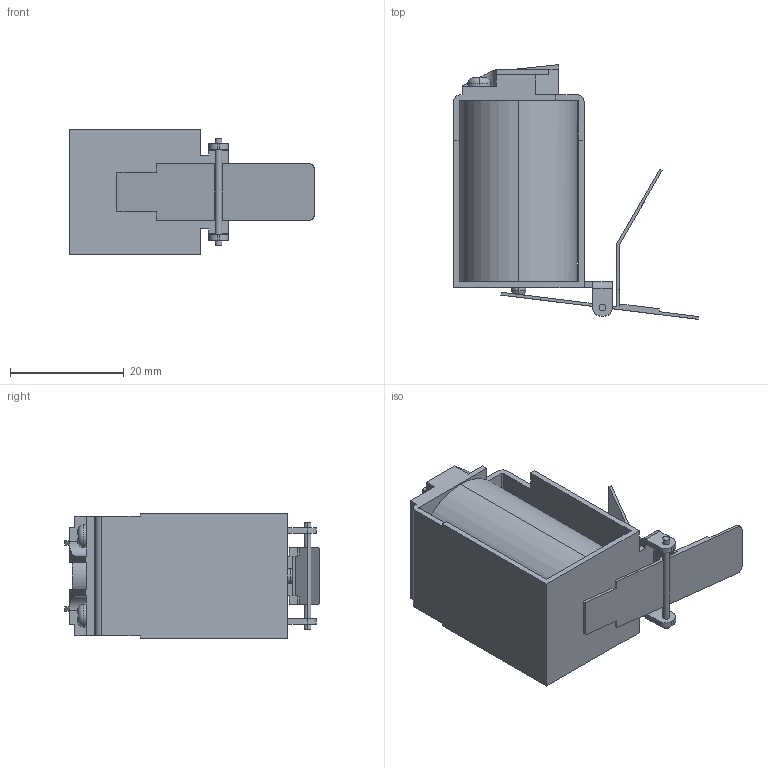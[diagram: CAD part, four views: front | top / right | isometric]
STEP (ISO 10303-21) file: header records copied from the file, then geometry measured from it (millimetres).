
FILE_DESCRIPTION (( 'STEP AP203' ), '1' );
FILE_NAME ('Ðàñöåïèòåëü ìèíèìàëüíûé ê ÂÀ-99 125-160À.STEP', '2016-10-24T10:17:24', ( 'kuryshev' ), ( '' ), 'SwSTEP 2.0', 'SolidWorks 2010', '' );
FILE_SCHEMA (( 'CONFIG_CONTROL_DESIGN' ));
Length unit declared in the file: millimetre
Products named in the file (1): Ðàñöåïèòåëü ìèíèìàëüíûé ê ÂÀ-99 125-160À
Bounding box: 43.15 x 44.87 x 22 mm (x, y, z)
Volume: 14511.2 mm3; surface area: 8100.2 mm2
Topology: 1 solids, 2 shells, 186 faces, 520 edges, 342 vertices
Faces by surface type: plane 139, cylinder 41, torus 6
Entity records: 6129 total; most frequent: CARTESIAN_POINT 1225, ORIENTED_EDGE 1040, DIRECTION 962, EDGE_CURVE 520, VECTOR 388, LINE 388, VERTEX_POINT 342, AXIS2_PLACEMENT_3D 287
